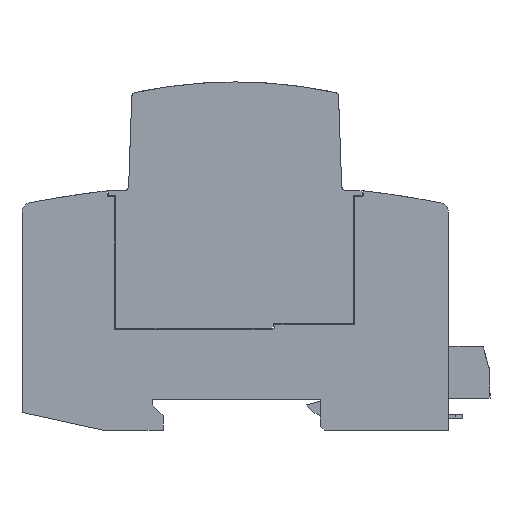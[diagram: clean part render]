
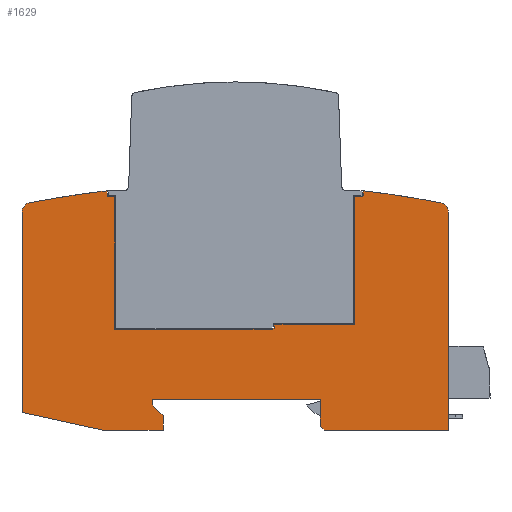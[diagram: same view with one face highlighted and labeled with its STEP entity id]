
A CAD part, left-side view. The second image highlights one B-rep face of the part: STEP entity #1629.
In plain terms, the highlighted planar face has unit normal (-1, 0, 0).
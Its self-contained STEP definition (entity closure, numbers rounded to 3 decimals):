
#1629=ADVANCED_FACE('',(#3321),#3322,.F.);
#3321=FACE_OUTER_BOUND('',#5017,.T.);
#3322=PLANE('',#5018);
#5017=EDGE_LOOP('',(#10127,#10128,#10129,#10130,#10131,#10132,#10133,#10134,#10135,#10136,#10137,#10138,#10139,#10140,#10141,#10142,#10143,#10144,#10145,#10146,#10147,#10148,#10149,#10150,#10151,#10152,#10153,#10154,#10155,#10156));
#5018=AXIS2_PLACEMENT_3D('',#10157,#10158,#10159);
#10127=ORIENTED_EDGE('',*,*,#12478,.T.);
#10128=ORIENTED_EDGE('',*,*,#12441,.T.);
#10129=ORIENTED_EDGE('',*,*,#12446,.T.);
#10130=ORIENTED_EDGE('',*,*,#12450,.T.);
#10131=ORIENTED_EDGE('',*,*,#12485,.T.);
#10132=ORIENTED_EDGE('',*,*,#12490,.T.);
#10133=ORIENTED_EDGE('',*,*,#12432,.T.);
#10134=ORIENTED_EDGE('',*,*,#12476,.T.);
#10135=ORIENTED_EDGE('',*,*,#12454,.T.);
#10136=ORIENTED_EDGE('',*,*,#12459,.T.);
#10137=ORIENTED_EDGE('',*,*,#12488,.F.);
#10138=ORIENTED_EDGE('',*,*,#12472,.T.);
#10139=ORIENTED_EDGE('',*,*,#12474,.T.);
#10140=ORIENTED_EDGE('',*,*,#11553,.F.);
#10141=ORIENTED_EDGE('',*,*,#12491,.F.);
#10142=ORIENTED_EDGE('',*,*,#11149,.F.);
#10143=ORIENTED_EDGE('',*,*,#12492,.T.);
#10144=ORIENTED_EDGE('',*,*,#12493,.T.);
#10145=ORIENTED_EDGE('',*,*,#12494,.T.);
#10146=ORIENTED_EDGE('',*,*,#12495,.T.);
#10147=ORIENTED_EDGE('',*,*,#12496,.T.);
#10148=ORIENTED_EDGE('',*,*,#12497,.T.);
#10149=ORIENTED_EDGE('',*,*,#10809,.T.);
#10150=ORIENTED_EDGE('',*,*,#12498,.F.);
#10151=ORIENTED_EDGE('',*,*,#12499,.T.);
#10152=ORIENTED_EDGE('',*,*,#11144,.F.);
#10153=ORIENTED_EDGE('',*,*,#12500,.F.);
#10154=ORIENTED_EDGE('',*,*,#11546,.F.);
#10155=ORIENTED_EDGE('',*,*,#12501,.F.);
#10156=ORIENTED_EDGE('',*,*,#12426,.T.);
#10157=CARTESIAN_POINT('',(-18.0,44.746,22.258));
#10158=DIRECTION('',(1.0,0.0,0.));
#10159=DIRECTION('',(0.,0.0,-1.0));
#10809=EDGE_CURVE('',#13299,#13297,#13300,.T.);
#11144=EDGE_CURVE('',#13847,#13849,#13850,.T.);
#11149=EDGE_CURVE('',#13856,#13858,#13859,.T.);
#11546=EDGE_CURVE('',#14419,#14421,#14422,.T.);
#11553=EDGE_CURVE('',#14432,#14434,#14435,.T.);
#12426=EDGE_CURVE('',#15713,#15711,#15714,.T.);
#12432=EDGE_CURVE('',#15723,#15721,#15724,.T.);
#12441=EDGE_CURVE('',#15735,#15736,#15737,.T.);
#12446=EDGE_CURVE('',#15736,#15744,#15745,.T.);
#12450=EDGE_CURVE('',#15744,#15750,#15751,.T.);
#12454=EDGE_CURVE('',#15756,#15757,#15758,.T.);
#12459=EDGE_CURVE('',#15757,#15765,#15766,.T.);
#12472=EDGE_CURVE('',#15780,#15782,#15784,.T.);
#12474=EDGE_CURVE('',#15782,#14434,#15786,.T.);
#12476=EDGE_CURVE('',#15721,#15756,#15788,.T.);
#12478=EDGE_CURVE('',#15711,#15735,#15790,.T.);
#12485=EDGE_CURVE('',#15750,#15797,#15799,.T.);
#12488=EDGE_CURVE('',#15780,#15765,#15802,.T.);
#12490=EDGE_CURVE('',#15797,#15723,#15804,.T.);
#12491=EDGE_CURVE('',#13858,#14432,#15805,.T.);
#12492=EDGE_CURVE('',#13856,#15806,#15807,.T.);
#12493=EDGE_CURVE('',#15806,#15808,#15809,.T.);
#12494=EDGE_CURVE('',#15808,#15810,#15811,.T.);
#12495=EDGE_CURVE('',#15810,#15812,#15813,.T.);
#12496=EDGE_CURVE('',#15812,#15814,#15815,.T.);
#12497=EDGE_CURVE('',#15814,#13299,#15816,.T.);
#12498=EDGE_CURVE('',#15817,#13297,#15818,.T.);
#12499=EDGE_CURVE('',#15817,#13849,#15819,.T.);
#12500=EDGE_CURVE('',#14421,#13847,#15820,.T.);
#12501=EDGE_CURVE('',#15713,#14419,#15821,.T.);
#13297=VERTEX_POINT('',#17900);
#13299=VERTEX_POINT('',#17903);
#13300=LINE('',#17904,#17905);
#13847=VERTEX_POINT('',#18673);
#13849=VERTEX_POINT('',#18676);
#13850=LINE('',#18677,#18678);
#13856=VERTEX_POINT('',#18686);
#13858=VERTEX_POINT('',#18689);
#13859=LINE('',#18690,#18691);
#14419=VERTEX_POINT('',#19656);
#14421=VERTEX_POINT('',#19659);
#14422=CIRCLE('',#19660,230.);
#14432=VERTEX_POINT('',#19672);
#14434=VERTEX_POINT('',#19675);
#14435=CIRCLE('',#19676,230.);
#15711=VERTEX_POINT('',#21729);
#15713=VERTEX_POINT('',#21732);
#15714=LINE('',#21733,#21734);
#15721=VERTEX_POINT('',#21744);
#15723=VERTEX_POINT('',#21747);
#15724=LINE('',#21748,#21749);
#15735=VERTEX_POINT('',#21765);
#15736=VERTEX_POINT('',#21766);
#15737=LINE('',#21767,#21768);
#15744=VERTEX_POINT('',#21778);
#15745=LINE('',#21779,#21780);
#15750=VERTEX_POINT('',#21787);
#15751=LINE('',#21788,#21789);
#15756=VERTEX_POINT('',#21796);
#15757=VERTEX_POINT('',#21797);
#15758=LINE('',#21798,#21799);
#15765=VERTEX_POINT('',#21809);
#15766=LINE('',#21810,#21811);
#15780=VERTEX_POINT('',#21832);
#15782=VERTEX_POINT('',#21835);
#15784=LINE('',#21838,#21839);
#15786=LINE('',#21841,#21842);
#15788=LINE('',#21844,#21845);
#15790=LINE('',#21847,#21848);
#15797=VERTEX_POINT('',#21858);
#15799=LINE('',#21861,#21862);
#15802=LINE('',#21866,#21867);
#15804=LINE('',#21869,#21870);
#15805=CIRCLE('',#21871,2.);
#15806=VERTEX_POINT('',#21872);
#15807=LINE('',#21873,#21874);
#15808=VERTEX_POINT('',#21875);
#15809=LINE('',#21876,#21877);
#15810=VERTEX_POINT('',#21878);
#15811=LINE('',#21879,#21880);
#15812=VERTEX_POINT('',#21881);
#15813=LINE('',#21882,#21883);
#15814=VERTEX_POINT('',#21884);
#15815=LINE('',#21885,#21886);
#15816=LINE('',#21887,#21888);
#15817=VERTEX_POINT('',#21889);
#15818=LINE('',#21890,#21891);
#15819=LINE('',#21892,#21893);
#15820=CIRCLE('',#21894,2.);
#15821=LINE('',#21895,#21896);
#17900=CARTESIAN_POINT('',(-18.0,27.0,0.8));
#17903=CARTESIAN_POINT('',(-18.0,27.0,6.5));
#17904=CARTESIAN_POINT('',(-18.0,27.0,6.5));
#17905=VECTOR('',#22511,1.0);
#18673=CARTESIAN_POINT('',(-18.0,0.,46.028));
#18676=CARTESIAN_POINT('',(-18.0,0.0,0.));
#18677=CARTESIAN_POINT('',(-18.0,0.0,46.028));
#18678=VECTOR('',#22860,1.0);
#18686=CARTESIAN_POINT('',(-18.0,90.0,3.719));
#18689=CARTESIAN_POINT('',(-18.0,90.0,46.028));
#18690=CARTESIAN_POINT('',(-18.0,90.0,3.719));
#18691=VECTOR('',#22864,1.0);
#19656=CARTESIAN_POINT('',(-18.0,18.0,50.53));
#19659=CARTESIAN_POINT('',(-18.0,1.623,47.993));
#19660=AXIS2_PLACEMENT_3D('',#23272,#23273,#23274);
#19672=CARTESIAN_POINT('',(-18.0,88.377,47.993));
#19675=CARTESIAN_POINT('',(-18.0,72.009,50.529));
#19676=AXIS2_PLACEMENT_3D('',#23284,#23285,#23286);
#21729=CARTESIAN_POINT('',(-18.0,18.012,49.53));
#21732=CARTESIAN_POINT('',(-18.0,18.0,49.53));
#21733=CARTESIAN_POINT('',(-18.0,18.0,49.53));
#21734=VECTOR('',#24207,1.0);
#21744=CARTESIAN_POINT('',(-18.0,37.017,21.5));
#21747=CARTESIAN_POINT('',(-18.0,36.7,21.5));
#21748=CARTESIAN_POINT('',(-18.0,36.7,21.5));
#21749=VECTOR('',#24212,1.0);
#21765=CARTESIAN_POINT('',(-18.0,18.012,49.33));
#21766=CARTESIAN_POINT('',(-18.0,19.8,49.33));
#21767=CARTESIAN_POINT('',(-18.0,31.826,49.33));
#21768=VECTOR('',#24218,1.0);
#21778=CARTESIAN_POINT('',(-18.0,19.8,22.3));
#21779=CARTESIAN_POINT('',(-18.0,19.8,29.037));
#21780=VECTOR('',#24222,1.0);
#21787=CARTESIAN_POINT('',(-18.0,36.6,22.3));
#21788=CARTESIAN_POINT('',(-18.0,36.523,22.3));
#21789=VECTOR('',#24225,1.0);
#21796=CARTESIAN_POINT('',(-18.0,37.217,21.3));
#21797=CARTESIAN_POINT('',(-18.0,70.4,21.3));
#21798=CARTESIAN_POINT('',(-18.0,49.277,21.3));
#21799=VECTOR('',#24228,1.0);
#21809=CARTESIAN_POINT('',(-18.0,70.4,49.23));
#21810=CARTESIAN_POINT('',(-18.0,70.4,28.787));
#21811=VECTOR('',#24232,1.0);
#21832=CARTESIAN_POINT('',(-18.0,70.5,49.33));
#21835=CARTESIAN_POINT('',(-18.0,72.009,49.33));
#21838=CARTESIAN_POINT('',(-18.0,57.975,49.33));
#21839=VECTOR('',#24242,1.0);
#21841=CARTESIAN_POINT('',(-18.0,72.009,36.97));
#21842=VECTOR('',#24243,1.0);
#21844=CARTESIAN_POINT('',(-18.0,38.756,19.762));
#21845=VECTOR('',#24244,1.0);
#21847=CARTESIAN_POINT('',(-18.0,18.012,36.846));
#21848=VECTOR('',#24245,1.0);
#21858=CARTESIAN_POINT('',(-18.0,36.7,22.2));
#21861=CARTESIAN_POINT('',(-18.0,36.4,22.5));
#21862=VECTOR('',#24250,1.0);
#21866=CARTESIAN_POINT('',(-18.0,70.7,49.53));
#21867=VECTOR('',#24252,1.0);
#21869=CARTESIAN_POINT('',(-18.0,36.7,22.2));
#21870=VECTOR('',#24253,1.0);
#21871=AXIS2_PLACEMENT_3D('',#24254,#24255,#24256);
#21872=CARTESIAN_POINT('',(-18.0,73.0,0.));
#21873=CARTESIAN_POINT('',(-18.0,90.0,3.719));
#21874=VECTOR('',#24257,1.0);
#21875=CARTESIAN_POINT('',(-18.0,60.2,0.));
#21876=CARTESIAN_POINT('',(-18.0,73.0,0.));
#21877=VECTOR('',#24258,1.0);
#21878=CARTESIAN_POINT('',(-18.0,60.2,3.));
#21879=CARTESIAN_POINT('',(-18.0,60.2,0.));
#21880=VECTOR('',#24259,1.0);
#21881=CARTESIAN_POINT('',(-18.0,62.5,5.3));
#21882=CARTESIAN_POINT('',(-18.0,60.2,3.));
#21883=VECTOR('',#24260,1.0);
#21884=CARTESIAN_POINT('',(-18.0,62.5,6.5));
#21885=CARTESIAN_POINT('',(-18.0,62.5,5.3));
#21886=VECTOR('',#24261,1.0);
#21887=CARTESIAN_POINT('',(-18.0,62.5,6.5));
#21888=VECTOR('',#24262,1.0);
#21889=CARTESIAN_POINT('',(-18.0,26.2,0.));
#21890=CARTESIAN_POINT('',(-18.0,26.2,0.));
#21891=VECTOR('',#24263,1.0);
#21892=CARTESIAN_POINT('',(-18.0,26.2,0.));
#21893=VECTOR('',#24264,1.0);
#21894=AXIS2_PLACEMENT_3D('',#24265,#24266,#24267);
#21895=CARTESIAN_POINT('',(-18.0,18.0,49.53));
#21896=VECTOR('',#24268,1.0);
#22511=DIRECTION('',(0.,0.0,-1.0));
#22860=DIRECTION('',(0.,0.0,-1.0));
#22864=DIRECTION('',(0.,0.0,1.0));
#23272=CARTESIAN_POINT('',(-18.0,45.,-177.88));
#23273=DIRECTION('',(1.0,0.0,0.));
#23274=DIRECTION('',(0.,0.0,-1.0));
#23284=CARTESIAN_POINT('',(-18.0,45.,-177.88));
#23285=DIRECTION('',(1.0,0.0,0.));
#23286=DIRECTION('',(0.,0.0,-1.0));
#24207=DIRECTION('',(0.0,1.0,0.0));
#24212=DIRECTION('',(0.0,1.0,0.0));
#24218=DIRECTION('',(0.0,1.0,0.0));
#24222=DIRECTION('',(0.,0.0,-1.0));
#24225=DIRECTION('',(0.0,1.0,0.0));
#24228=DIRECTION('',(0.0,1.0,0.0));
#24232=DIRECTION('',(0.,0.0,1.0));
#24242=DIRECTION('',(0.0,1.0,0.0));
#24243=DIRECTION('',(0.,0.0,1.0));
#24244=DIRECTION('',(0.,0.707,-0.707));
#24245=DIRECTION('',(0.,0.0,-1.0));
#24250=DIRECTION('',(0.,0.707,-0.707));
#24252=DIRECTION('',(0.,-0.707,-0.707));
#24253=DIRECTION('',(0.,0.0,-1.0));
#24254=CARTESIAN_POINT('',(-18.0,88.,46.028));
#24255=DIRECTION('',(1.0,0.0,0.));
#24256=DIRECTION('',(0.,0.0,-1.0));
#24257=DIRECTION('',(0.,-0.977,-0.214));
#24258=DIRECTION('',(0.0,-1.0,0.0));
#24259=DIRECTION('',(0.,0.0,1.0));
#24260=DIRECTION('',(0.,0.707,0.707));
#24261=DIRECTION('',(0.,0.0,1.0));
#24262=DIRECTION('',(0.0,-1.0,0.0));
#24263=DIRECTION('',(0.,0.707,0.707));
#24264=DIRECTION('',(0.0,-1.0,0.0));
#24265=CARTESIAN_POINT('',(-18.0,2.,46.028));
#24266=DIRECTION('',(1.0,0.0,0.));
#24267=DIRECTION('',(0.,0.0,-1.0));
#24268=DIRECTION('',(0.,0.0,1.0));
